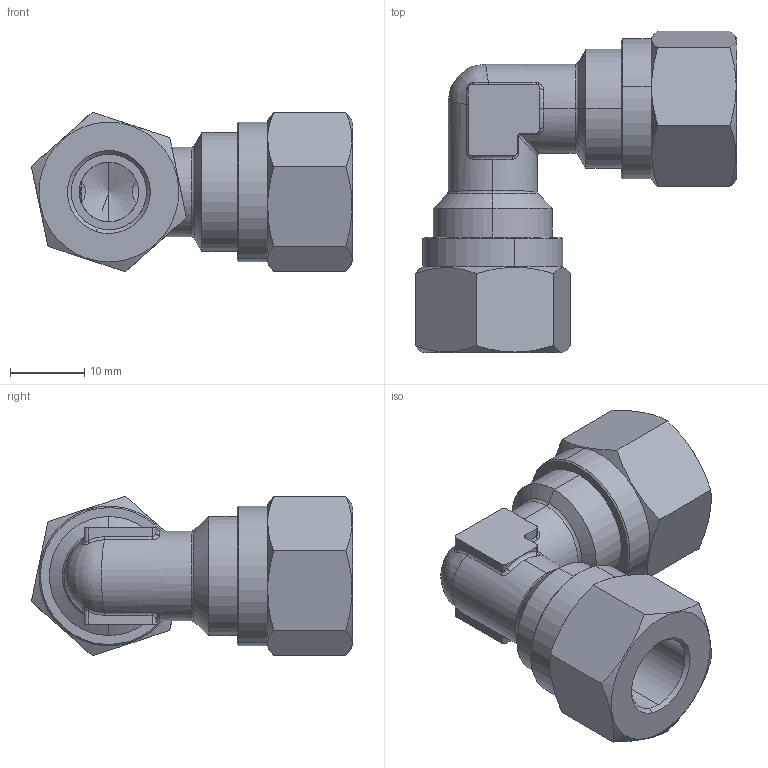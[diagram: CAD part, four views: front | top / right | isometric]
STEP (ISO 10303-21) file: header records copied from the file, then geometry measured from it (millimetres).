
FILE_DESCRIPTION (( 'STEP AP203' ), '1' );
FILE_NAME ('03070050.STEP', '2011-10-31T14:03:41', ( '' ), ( 'sopra-pneumatic' ), 'SwSTEP 2.0', 'SolidWorks 2011', '' );
FILE_SCHEMA (( 'CONFIG_CONTROL_DESIGN' ));
Length unit declared in the file: millimetre
Products named in the file (1): 03070050
Bounding box: 43.19 x 43.19 x 21.48 mm (x, y, z)
Volume: 9832.4 mm3; surface area: 6117.4 mm2
Topology: 1 solids, 1 shells, 141 faces, 327 edges, 186 vertices
Faces by surface type: cylinder 48, plane 36, cone 26, bspline 16, torus 9, sphere 6
Entity records: 4799 total; most frequent: CARTESIAN_POINT 1700, ORIENTED_EDGE 642, DIRECTION 628, EDGE_CURVE 321, AXIS2_PLACEMENT_3D 257, VERTEX_POINT 186, EDGE_LOOP 147, ADVANCED_FACE 141
